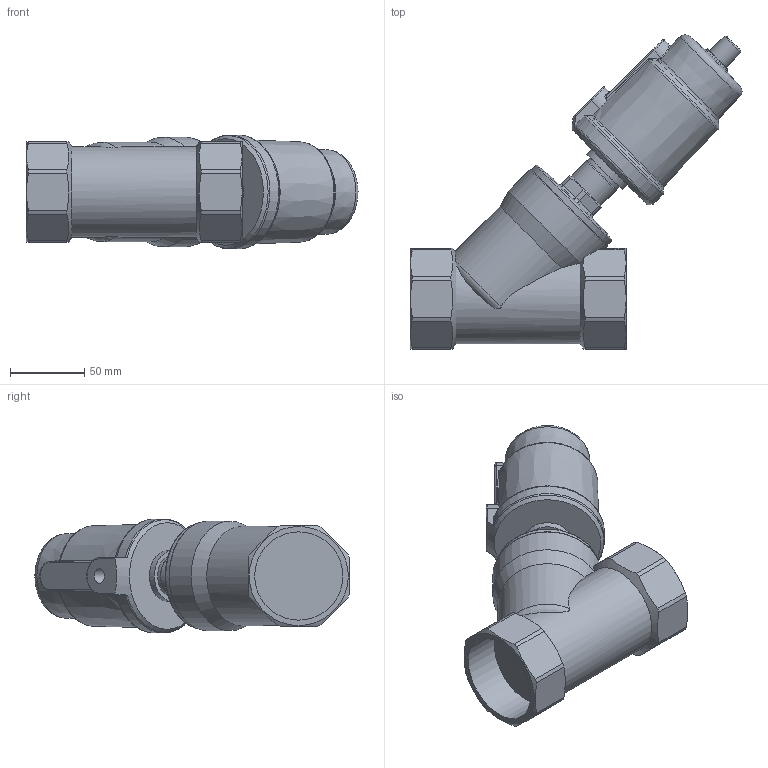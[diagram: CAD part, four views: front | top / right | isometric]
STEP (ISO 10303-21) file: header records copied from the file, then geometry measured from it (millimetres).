
FILE_DESCRIPTION(/* description */ ('Unknown','CAx-IF Rec.Pracs.---Representation and Presentation of Product Manufacturing Information (PMI)---4.0---2014-10-13','CAx-IF Rec.Pracs.---3D Tessellated Geometry---0.4---2014-09-14','2;1'),/* implementation_level */ '2;1');
FILE_NAME(/* name */ '9690-09',/* time_stamp */ '2024-01-19T08:47:54+01:00',/* author */ ('Unknown'),/* organization */ ('Unknown'),/* preprocessor_version */ 'ST-DEVELOPER v18.102',/* originating_system */ 'Solid Edge',/* authorisation */ 'Unknown');
FILE_SCHEMA (('AP242_MANAGED_MODEL_BASED_3D_ENGINEERING_MIM_LF { 1 0 10303 442 1 1 4 }'));
Length unit declared in the file: millimetre
Products named in the file (4): 9690-09_(8.690.050); DN50H25概极; 蟀諉50-10H25; H2000 63ͷ_0
Assembly tree (3 placements, depth 2):
  9690-09_(8.690.050)
    DN50H25概极
    蟀諉50-10H25
    H2000 63ͷ_0
Bounding box: 224.25 x 212.25 x 77 mm (x, y, z)
Volume: 956667.7 mm3; surface area: 102635.6 mm2
Topology: 3 solids, 3 shells, 159 faces, 383 edges, 237 vertices
Faces by surface type: cylinder 56, plane 42, cone 25, torus 20, bspline 15, sphere 1
Full cylindrical faces by diameter (mm): 9.8 x1, 16 x1, 20 x1, 25.984 x1, 27.984 x1, 28 x1, 28.5 x1, 34 x1, 59.614 x2, 72 x1, 74 x1
Entity records: 5332 total; most frequent: CARTESIAN_POINT 1864, ORIENTED_EDGE 698, DIRECTION 668, EDGE_CURVE 349, AXIS2_PLACEMENT_3D 290, VERTEX_POINT 231, EDGE_LOOP 194, FACE_BOUND 194
